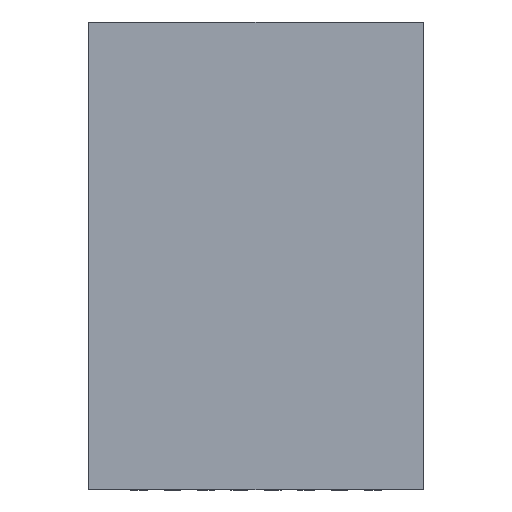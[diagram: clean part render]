
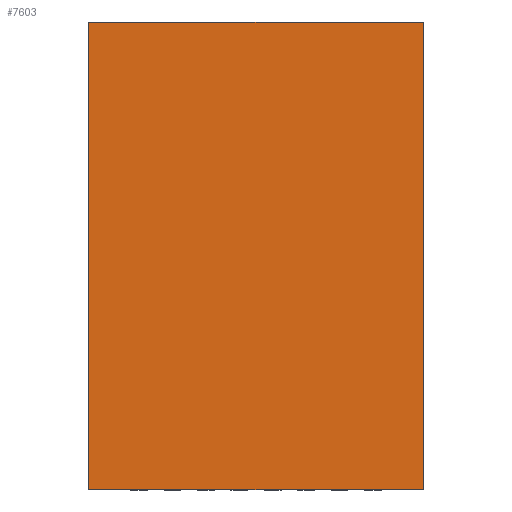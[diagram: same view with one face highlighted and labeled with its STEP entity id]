
A CAD part, top view. The second image highlights one B-rep face of the part: STEP entity #7603.
In plain terms, the highlighted face is planar.
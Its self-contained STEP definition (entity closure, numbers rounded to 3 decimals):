
#3430=DIRECTION('',(0.,0.,1.));
#3431=VECTOR('',#3430,7.);
#3432=CARTESIAN_POINT('',(-2.5,1.495,-3.5));
#3433=LINE('',#3432,#3431);
#3437=DIRECTION('',(-1.,0.,0.));
#3438=VECTOR('',#3437,5.);
#3439=CARTESIAN_POINT('',(2.5,1.495,-3.5));
#3440=LINE('',#3439,#3438);
#3444=DIRECTION('',(0.,0.,-1.));
#3445=VECTOR('',#3444,7.);
#3446=CARTESIAN_POINT('',(2.5,1.495,3.5));
#3447=LINE('',#3446,#3445);
#3451=DIRECTION('',(1.,0.,0.));
#3452=VECTOR('',#3451,5.);
#3453=CARTESIAN_POINT('',(-2.5,1.495,3.5));
#3454=LINE('',#3453,#3452);
#4598=CARTESIAN_POINT('',(-2.5,1.495,-3.5));
#4599=CARTESIAN_POINT('',(-2.5,1.495,3.5));
#4600=VERTEX_POINT('',#4598);
#4601=VERTEX_POINT('',#4599);
#4602=CARTESIAN_POINT('',(2.5,1.495,3.5));
#4603=VERTEX_POINT('',#4602);
#4604=CARTESIAN_POINT('',(2.5,1.495,-3.5));
#4605=VERTEX_POINT('',#4604);
#7592=CARTESIAN_POINT('',(0.,1.495,0.));
#7593=DIRECTION('',(0.,1.,0.));
#7594=DIRECTION('',(1.,0.,0.));
#7595=AXIS2_PLACEMENT_3D('',#7592,#7593,#7594);
#7596=PLANE('',#7595);
#7597=ORIENTED_EDGE('',*,*,#6294,.F.);
#7598=ORIENTED_EDGE('',*,*,#7079,.F.);
#7599=ORIENTED_EDGE('',*,*,#5858,.F.);
#7600=ORIENTED_EDGE('',*,*,#6044,.F.);
#7601=EDGE_LOOP('',(#7597,#7598,#7599,#7600));
#7602=FACE_OUTER_BOUND('',#7601,.F.);
#5858=EDGE_CURVE('',#4603,#4605,#3447,.T.);
#6044=EDGE_CURVE('',#4601,#4603,#3454,.T.);
#6294=EDGE_CURVE('',#4600,#4601,#3433,.T.);
#7079=EDGE_CURVE('',#4605,#4600,#3440,.T.);
#7603=ADVANCED_FACE('',(#7602),#7596,.T.);
